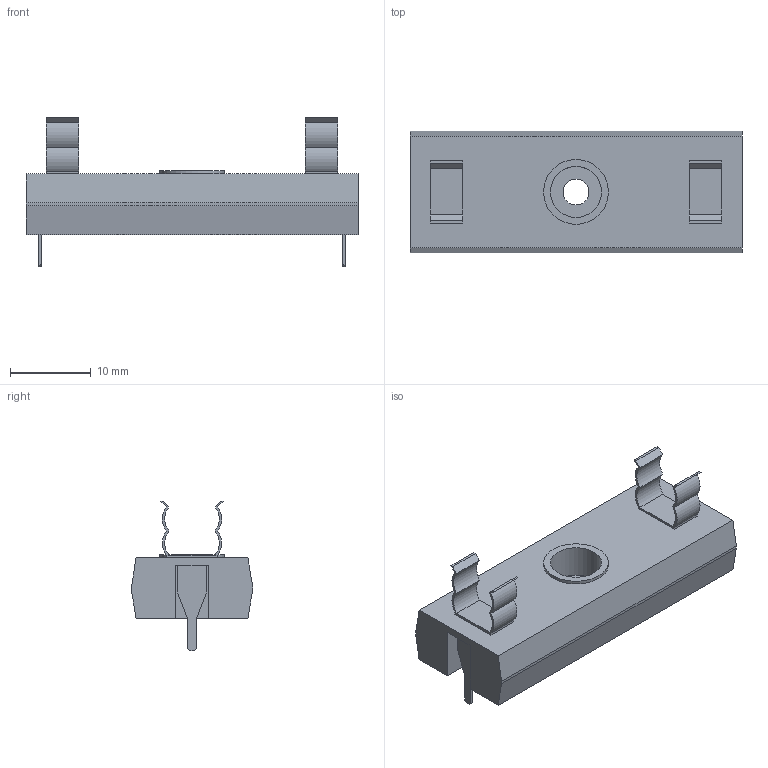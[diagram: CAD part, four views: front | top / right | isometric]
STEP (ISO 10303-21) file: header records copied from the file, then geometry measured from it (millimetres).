
FILE_DESCRIPTION(/* description */ ('model of Fuseholder_Cylinder-6.3x32mm_Schurter_0031-8002_Horizontal_Open'),/* implementation_level */ '2;1');
FILE_NAME(/* name */ 'Fuseholder_Cylinder-6.3x32mm_Schurter_0031-8002_Horizontal_Open.step',/* time_stamp */ '2019-01-12T13:57:33',/* author */ ('kicad StepUp','ksu'),/* organization */ ('FreeCAD'),/* preprocessor_version */ 'OCC',/* originating_system */ 'kicad StepUp',/* authorisation */ '');
FILE_SCHEMA(('AUTOMOTIVE_DESIGN { 1 0 10303 214 1 1 1 1 }'));
Length unit declared in the file: millimetre
Products named in the file (1): A_Schurter_0031_8002
Bounding box: 41 x 15 x 18.5 mm (x, y, z)
Volume: 4145.4 mm3; surface area: 2563.2 mm2
Topology: 1 solids, 1 shells, 83 faces, 225 edges, 150 vertices
Faces by surface type: plane 64, cylinder 19
Full cylindrical faces by diameter (mm): 3.2 x1, 6.3 x1, 8 x1
Entity records: 1868 total; most frequent: ORIENTED_EDGE 357, CARTESIAN_POINT 275, EDGE_CURVE 225, LINE 185, VERTEX_POINT 150, AXIS2_PLACEMENT_3D 113, FACE_BOUND 91, EDGE_LOOP 91
